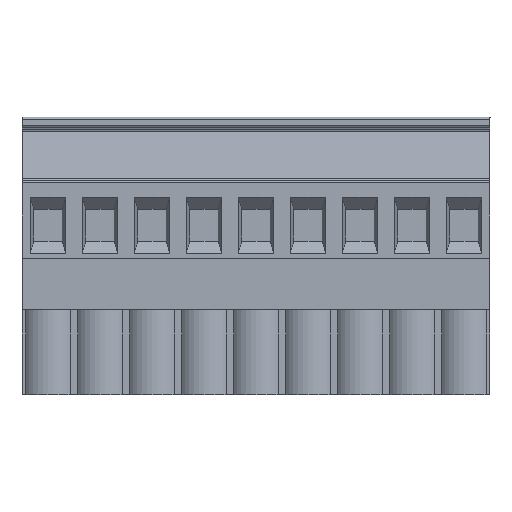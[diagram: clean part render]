
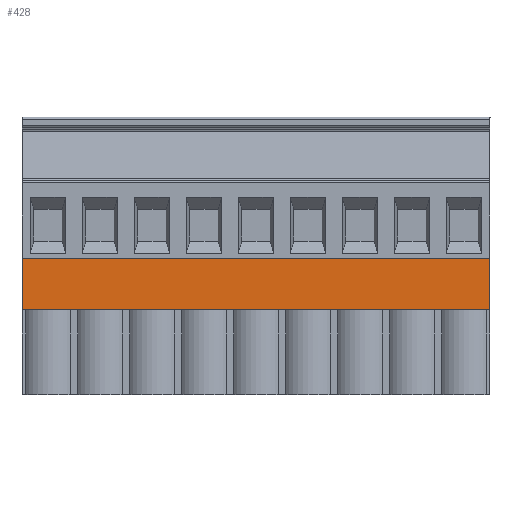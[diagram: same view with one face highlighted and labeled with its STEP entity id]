
A CAD part, top view. The second image highlights one B-rep face of the part: STEP entity #428.
In plain terms, the highlighted planar face has unit normal (0, 0, 1).
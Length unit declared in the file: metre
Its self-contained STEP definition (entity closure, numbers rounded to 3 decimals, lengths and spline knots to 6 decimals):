
#428=ADVANCED_FACE('',(#1094),#1095,.F.);
#1094=FACE_OUTER_BOUND('',#2030,.T.);
#1095=PLANE('',#2031);
#2030=EDGE_LOOP('',(#3287,#3288,#3289,#3290));
#2031=AXIS2_PLACEMENT_3D('',#3291,#3292,#3293);
#3287=ORIENTED_EDGE('',*,*,#5596,.F.);
#3288=ORIENTED_EDGE('',*,*,#5597,.F.);
#3289=ORIENTED_EDGE('',*,*,#5598,.T.);
#3290=ORIENTED_EDGE('',*,*,#5599,.T.);
#3291=CARTESIAN_POINT('',(-0.00508,0.004997,0.));
#3292=DIRECTION('',(0.,0.,-1.0));
#3293=DIRECTION('',(0.0,-1.0,0.));
#5596=EDGE_CURVE('',#6756,#6757,#6758,.T.);
#5597=EDGE_CURVE('',#6759,#6756,#6760,.T.);
#5598=EDGE_CURVE('',#6759,#6761,#6762,.T.);
#5599=EDGE_CURVE('',#6761,#6757,#6763,.T.);
#6756=VERTEX_POINT('',#8393);
#6757=VERTEX_POINT('',#8394);
#6758=LINE('',#8395,#8396);
#6759=VERTEX_POINT('',#8397);
#6760=LINE('',#8398,#8399);
#6761=VERTEX_POINT('',#8400);
#6762=LINE('',#8401,#8402);
#6763=LINE('',#8403,#8404);
#8393=CARTESIAN_POINT('',(0.01016,0.005,0.));
#8394=CARTESIAN_POINT('',(0.05588,0.005,0.0));
#8395=CARTESIAN_POINT('',(-0.00508,0.005,0.));
#8396=VECTOR('',#10003,1.0);
#8397=CARTESIAN_POINT('',(0.01016,0.,0.));
#8398=CARTESIAN_POINT('',(0.01016,0.004997,0.));
#8399=VECTOR('',#10004,1.0);
#8400=CARTESIAN_POINT('',(0.05588,0.0,0.0));
#8401=CARTESIAN_POINT('',(-0.00508,0.,0.));
#8402=VECTOR('',#10005,1.0);
#8403=CARTESIAN_POINT('',(0.05588,0.004997,0.0));
#8404=VECTOR('',#10006,1.0);
#10003=DIRECTION('',(1.0,0.,0.));
#10004=DIRECTION('',(0.,1.0,0.));
#10005=DIRECTION('',(1.0,0.,0.));
#10006=DIRECTION('',(0.,1.0,0.));
